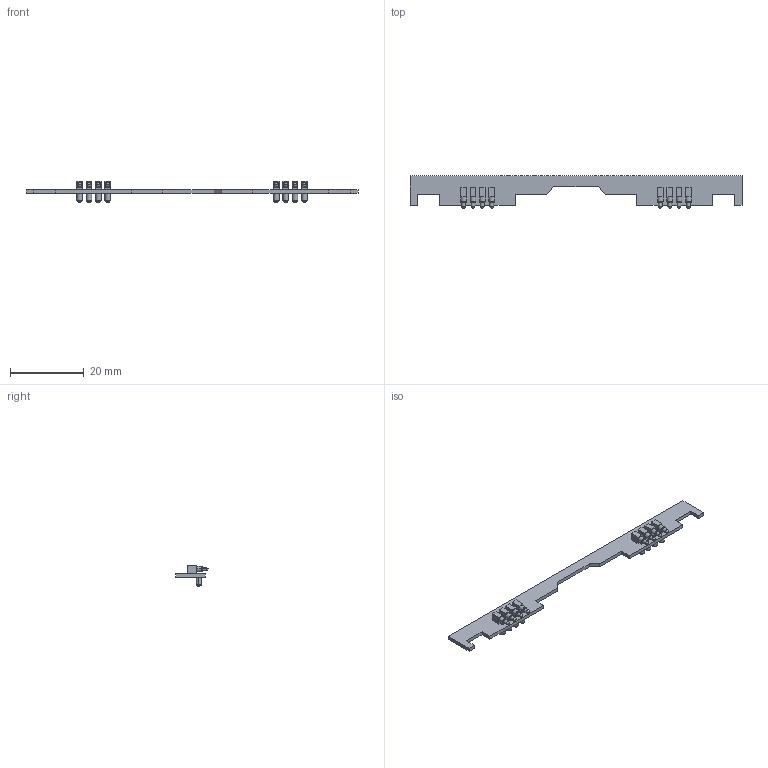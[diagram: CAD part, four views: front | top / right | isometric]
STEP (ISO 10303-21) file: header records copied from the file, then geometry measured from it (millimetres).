
FILE_DESCRIPTION(('PCB Model'),'2;1');
FILE_NAME('InterfaceBoard2_A.STEP','2019-03-01T14:55:08',('WORKSTATION'),( 'Unspecified'),'Open CASCADE STEP processor 6.8','Proteus','Unknown' );
FILE_SCHEMA(('CONFIG_CONTROL_DESIGN','SHAPE_APPEARANCE_LAYER_MIM'));
Length unit declared in the file: millimetre
Products named in the file (36): Open CASCADE STEP translator 6.8 1; Layer_1; J24; Open CASCADE STEP translator 6.8 1.2.1; Body_1; J25; Open CASCADE STEP translator 6.8 1.3.1; J26; Open CASCADE STEP translator 6.8 1.4.1; J27; Open CASCADE STEP translator 6.8 1.5.1; J20; Open CASCADE STEP translator 6.8 1.6.1; J23; Open CASCADE STEP translator 6.8 1.7.1; J21; Open CASCADE STEP translator 6.8 1.8.1; J22; Open CASCADE STEP translator 6.8 1.9.1; Open CASCADE STEP translator 6.8 1.10; Open CASCADE STEP translator 6.8 1.10.1; Open CASCADE STEP translator 6.8 1.11; Open CASCADE STEP translator 6.8 1.11.1; Open CASCADE STEP translator 6.8 1.12; Open CASCADE STEP translator 6.8 1.12.1; Open CASCADE STEP translator 6.8 1.13; Open CASCADE STEP translator 6.8 1.13.1; Open CASCADE STEP translator 6.8 1.14; Open CASCADE STEP translator 6.8 1.14.1; Open CASCADE STEP translator 6.8 1.15; Open CASCADE STEP translator 6.8 1.15.1; Open CASCADE STEP translator 6.8 1.16; Open CASCADE STEP translator 6.8 1.16.1; Open CASCADE STEP translator 6.8 1.17; Open CASCADE STEP translator 6.8 1.17.1
Assembly tree (49 placements, depth 4):
  Open CASCADE STEP translator 6.8 1
    Layer_1
    J24
      Open CASCADE STEP translator 6.8 1.2.1
        Body_1
    J25
      Open CASCADE STEP translator 6.8 1.3.1
        Body_1
    J26
      Open CASCADE STEP translator 6.8 1.4.1
        Body_1
    J27
      Open CASCADE STEP translator 6.8 1.5.1
        Body_1
    J20
      Open CASCADE STEP translator 6.8 1.6.1
        Body_1
    J23
      Open CASCADE STEP translator 6.8 1.7.1
        Body_1
    J21
      Open CASCADE STEP translator 6.8 1.8.1
        Body_1
    J22
      Open CASCADE STEP translator 6.8 1.9.1
        Body_1
    Open CASCADE STEP translator 6.8 1.10
      Open CASCADE STEP translator 6.8 1.10.1
        Body_1
    Open CASCADE STEP translator 6.8 1.11
      Open CASCADE STEP translator 6.8 1.11.1
        Body_1
    Open CASCADE STEP translator 6.8 1.12
      Open CASCADE STEP translator 6.8 1.12.1
        Body_1
    Open CASCADE STEP translator 6.8 1.13
      Open CASCADE STEP translator 6.8 1.13.1
        Body_1
    Open CASCADE STEP translator 6.8 1.14
      Open CASCADE STEP translator 6.8 1.14.1
        Body_1
    Open CASCADE STEP translator 6.8 1.15
      Open CASCADE STEP translator 6.8 1.15.1
        Body_1
    Open CASCADE STEP translator 6.8 1.16
      Open CASCADE STEP translator 6.8 1.16.1
        Body_1
    Open CASCADE STEP translator 6.8 1.17
      Open CASCADE STEP translator 6.8 1.17.1
        Body_1
Bounding box: 90 x 8.78 x 5.7 mm (x, y, z)
Volume: 683.6 mm3; surface area: 1764.2 mm2
Topology: 17 solids, 25 shells, 286 faces, 596 edges, 352 vertices
Faces by surface type: plane 126, cylinder 96, sphere 32, revolution 16, torus 16
Entity records: 3967 total; most frequent: DIRECTION 449, CARTESIAN_POINT 427, ORIENTED_EDGE 330, CC_DESIGN_PERSON_AND_ORGANIZATION_ASSIGNMENT 193, AXIS2_PLACEMENT_3D 180, EDGE_CURVE 165, CC_DESIGN_DATE_AND_TIME_ASSIGNMENT 121, VERTEX_POINT 107
